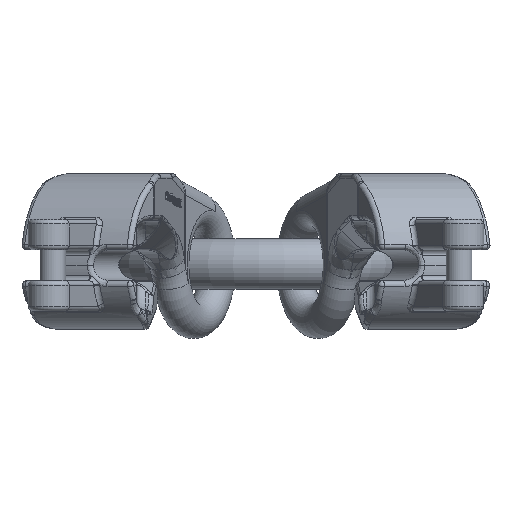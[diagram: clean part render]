
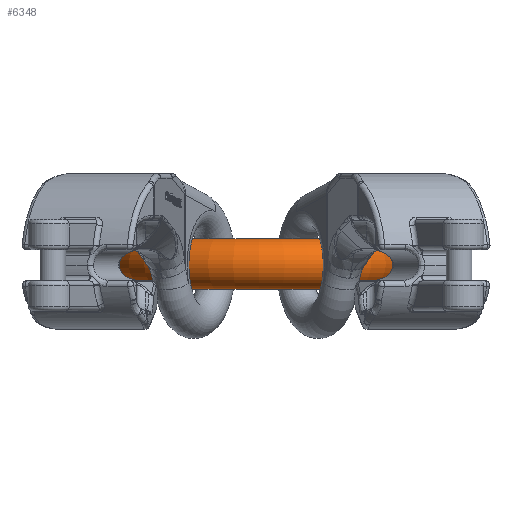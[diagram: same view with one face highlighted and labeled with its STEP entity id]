
A CAD part, front view. The second image highlights one B-rep face of the part: STEP entity #6348.
In plain terms, the highlighted toroidal (fillet/blend) face has major radius 81.5 mm and minor radius 16.5 mm.
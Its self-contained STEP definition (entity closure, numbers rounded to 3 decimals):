
#353=TOROIDAL_SURFACE('',#19365,81.5,16.5);
#6348=ADVANCED_FACE('',(#7217,#7218),#353,.T.);
#7217=FACE_BOUND('',#7785,.T.);
#7218=FACE_BOUND('',#7786,.T.);
#7785=EDGE_LOOP('',(#10881));
#7786=EDGE_LOOP('',(#10882));
#10881=ORIENTED_EDGE('',*,*,#16774,.T.);
#10882=ORIENTED_EDGE('',*,*,#16775,.F.);
#14660=VERTEX_POINT('',#31889);
#14661=VERTEX_POINT('',#31892);
#16774=EDGE_CURVE('',#14660,#14660,#18441,.T.);
#16775=EDGE_CURVE('',#14661,#14661,#18442,.T.);
#18441=CIRCLE('',#19357,16.5);
#18442=CIRCLE('',#19359,16.5);
#19357=AXIS2_PLACEMENT_3D('',#31888,#21988,#21989);
#19359=AXIS2_PLACEMENT_3D('',#31891,#21992,#21993);
#19365=AXIS2_PLACEMENT_3D('',#31901,#22004,#22005);
#21988=DIRECTION('',(0.,-1.,0.));
#21989=DIRECTION('',(0.,0.,-1.));
#21992=DIRECTION('',(0.,1.,0.));
#21993=DIRECTION('',(0.,0.,-1.));
#22004=DIRECTION('',(0.,0.,-1.));
#22005=DIRECTION('',(-1.,0.,0.));
#31888=CARTESIAN_POINT('',(81.5,-33.,0.));
#31889=CARTESIAN_POINT('',(81.5,-33.,-16.5));
#31891=CARTESIAN_POINT('',(-81.5,-33.,0.));
#31892=CARTESIAN_POINT('',(-81.5,-33.,-16.5));
#31901=CARTESIAN_POINT('',(0.,-33.,0.));
